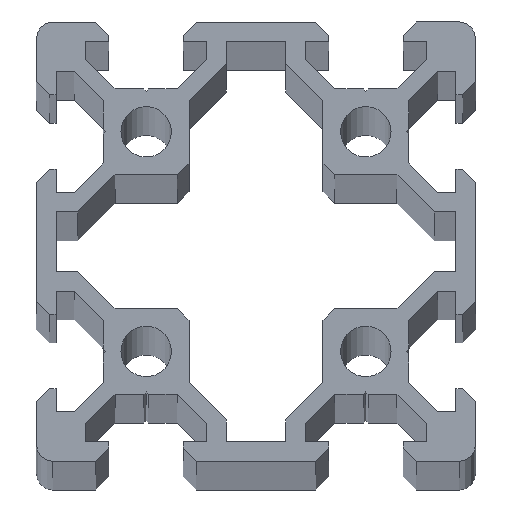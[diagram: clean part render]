
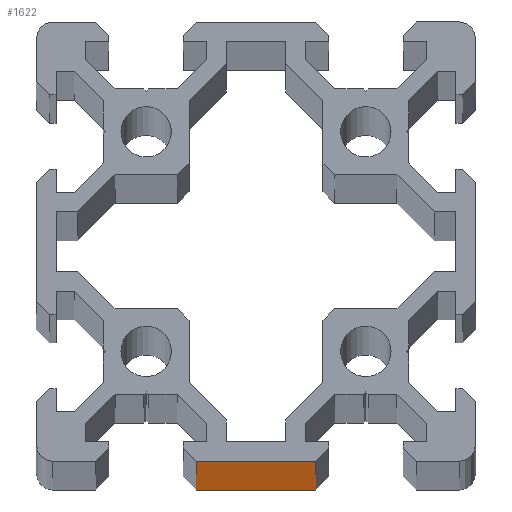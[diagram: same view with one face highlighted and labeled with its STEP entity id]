
A CAD part, top view. The second image highlights one B-rep face of the part: STEP entity #1622.
In plain terms, the highlighted planar face has unit normal (0, -1, 0).
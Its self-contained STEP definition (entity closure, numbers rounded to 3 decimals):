
#80 = VERTEX_POINT ( 'NONE', #4111 ) ;
#205 = DIRECTION ( 'NONE',  ( 0., -1., 0. ) ) ;
#1004 = VECTOR ( 'NONE', #2645, 1000. ) ;
#1006 = DIRECTION ( 'NONE',  ( -1., 0., 0. ) ) ;
#1277 = VERTEX_POINT ( 'NONE', #1355 ) ;
#1355 = CARTESIAN_POINT ( 'NONE',  ( -5.42, -20., 0. ) ) ;
#1504 = ORIENTED_EDGE ( 'NONE', *, *, #4213, .F. ) ;
#1590 = CARTESIAN_POINT ( 'NONE',  ( 5.42, -20., 0. ) ) ;
#1622 = ADVANCED_FACE ( 'NONE', ( #5543 ), #5457, .T. ) ;
#1633 = CARTESIAN_POINT ( 'NONE',  ( 0., -20., 0. ) ) ;
#1702 = CARTESIAN_POINT ( 'NONE',  ( -5.42, -20., 1500. ) ) ;
#1876 = ORIENTED_EDGE ( 'NONE', *, *, #5537, .T. ) ;
#1939 = VECTOR ( 'NONE', #2508, 1000. ) ;
#2197 = CARTESIAN_POINT ( 'NONE',  ( 5.42, -20., 1500. ) ) ;
#2344 = EDGE_CURVE ( 'NONE', #5352, #1277, #3127, .T. ) ;
#2428 = CARTESIAN_POINT ( 'NONE',  ( 0., -20., 1500. ) ) ;
#2508 = DIRECTION ( 'NONE',  ( -1., 0., 0. ) ) ;
#2554 = ORIENTED_EDGE ( 'NONE', *, *, #3664, .T. ) ;
#2645 = DIRECTION ( 'NONE',  ( 0., 0., -1. ) ) ;
#3127 = LINE ( 'NONE', #1633, #1939 ) ;
#3318 = DIRECTION ( 'NONE',  ( 1., 0., 0. ) ) ;
#3368 = LINE ( 'NONE', #2197, #1004 ) ;
#3664 = EDGE_CURVE ( 'NONE', #4123, #1277, #5315, .T. ) ;
#4111 = CARTESIAN_POINT ( 'NONE',  ( 5.42, -20., 1500. ) ) ;
#4123 = VERTEX_POINT ( 'NONE', #4150 ) ;
#4150 = CARTESIAN_POINT ( 'NONE',  ( -5.42, -20., 1500. ) ) ;
#4178 = VECTOR ( 'NONE', #4334, 1000. ) ;
#4213 = EDGE_CURVE ( 'NONE', #80, #5352, #3368, .T. ) ;
#4334 = DIRECTION ( 'NONE',  ( 0., 0., -1. ) ) ;
#4425 = EDGE_LOOP ( 'NONE', ( #5192, #1504, #1876, #2554 ) ) ;
#4483 = AXIS2_PLACEMENT_3D ( 'NONE', #2428, #205, #3318 ) ;
#4523 = CARTESIAN_POINT ( 'NONE',  ( 0., -20., 1500. ) ) ;
#5192 = ORIENTED_EDGE ( 'NONE', *, *, #2344, .F. ) ;
#5230 = VECTOR ( 'NONE', #1006, 1000. ) ;
#5315 = LINE ( 'NONE', #1702, #4178 ) ;
#5352 = VERTEX_POINT ( 'NONE', #1590 ) ;
#5457 = PLANE ( 'NONE',  #4483 ) ;
#5498 = LINE ( 'NONE', #4523, #5230 ) ;
#5537 = EDGE_CURVE ( 'NONE', #80, #4123, #5498, .T. ) ;
#5543 = FACE_OUTER_BOUND ( 'NONE', #4425, .T. ) ;
